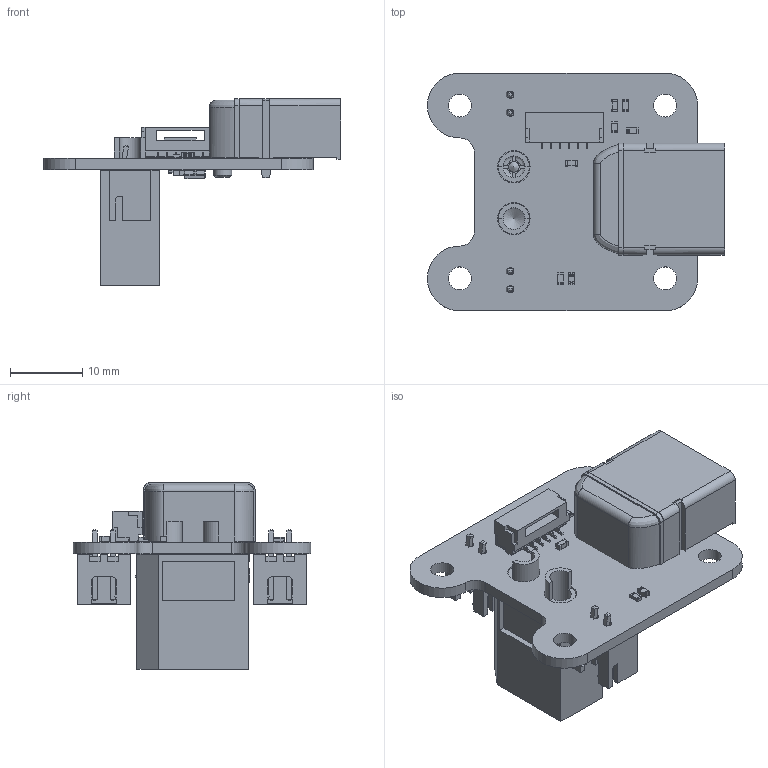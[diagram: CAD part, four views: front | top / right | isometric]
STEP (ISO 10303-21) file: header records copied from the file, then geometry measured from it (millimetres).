
FILE_DESCRIPTION(('KiCad electronic assembly'),'2;1');
FILE_NAME('power_module.step','2021-02-15T13:50:41',('An Author'),( 'A Company'),'Open CASCADE STEP processor 7.5', 'KiCad to STEP converter','Unknown');
FILE_SCHEMA(('AUTOMOTIVE_DESIGN { 1 0 10303 214 1 1 1 1 }'));
Length unit declared in the file: millimetre
Products named in the file (18): Open CASCADE STEP translator 7.5 1; JST_GH_SM06B-GHS-TB_1x06-1MP_P1.25mm_Horizontal; SOLID; JST_XH_B2B-XH-A_1x02_P2.50mm_Vertical; C_0603_1608Metric; D_0603_1608Metric; XT60PW-M; COMPOUND; AMASS_XT60-M_1x02_P7.2mm_Vertical; R_0603_1608Metric; SOT-23
Assembly tree (25 placements, depth 3):
  Open CASCADE STEP translator 7.5 1
    JST_GH_SM06B-GHS-TB_1x06-1MP_P1.25mm_Horizontal
      SOLID
    JST_XH_B2B-XH-A_1x02_P2.50mm_Vertical  x2
      SOLID
    C_0603_1608Metric  x4
      SOLID
    D_0603_1608Metric
      SOLID
    XT60PW-M
      COMPOUND
    AMASS_XT60-M_1x02_P7.2mm_Vertical
      COMPOUND
    R_0603_1608Metric  x5
      SOLID
    SOT-23
      SOLID
    COMPOUND
Bounding box: 41.25 x 33 x 25.9 mm (x, y, z)
Volume: 4747.2 mm3; surface area: 8120.6 mm2
Topology: 25 solids, 25 shells, 1137 faces, 3043 edges, 1990 vertices
Faces by surface type: plane 887, cylinder 191, bspline 41, torus 10, cone 8
Full cylindrical faces by diameter (mm): 1 x4, 2.7 x2, 3 x2, 3.2 x4, 4.3 x4, 4.5 x2, 6 x2
Entity records: 64760 total; most frequent: CARTESIAN_POINT 14364, DIRECTION 8517, LINE 6049, VECTOR 6049, ORIENTED_EDGE 4624, PCURVE 4624, DEFINITIONAL_REPRESENTATION 4624, EDGE_CURVE 2312
